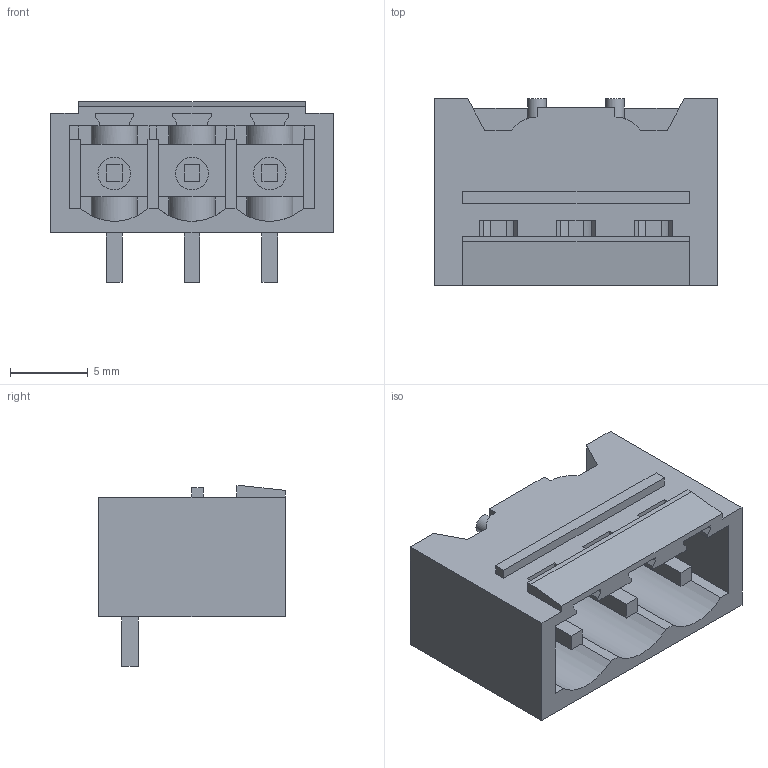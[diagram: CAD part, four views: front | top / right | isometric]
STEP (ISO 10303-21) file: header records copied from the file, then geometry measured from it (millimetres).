
FILE_DESCRIPTION(('CATIA V5 STEP Exchange','CAx-IF Rec.Pracs.--- Model Styling and Organization---1.2---2011-12-15'),'2;1');
FILE_NAME ('7592410_2_1840130000_1840130000.stp','2018-03-08T10:33:41+00:00',('none'),('Weidmueller'),'CATIA Version 5-6 Release 2014','CATIA V5 STEP AP214','none');
FILE_SCHEMA(('AUTOMOTIVE_DESIGN { 1 0 10303 214 1 1 1 1 }'));
Length unit declared in the file: millimetre
Products named in the file (1): 1840130000
Bounding box: 18.2 x 12 x 11.63 mm (x, y, z)
Volume: 780.5 mm3; surface area: 1710.3 mm2
Topology: 4 solids, 4 shells, 252 faces, 745 edges, 497 vertices
Faces by surface type: plane 213, cylinder 37, extrusion 2
Entity records: 8046 total; most frequent: CARTESIAN_POINT 1554, ORIENTED_EDGE 1490, DIRECTION 1097, EDGE_CURVE 745, VECTOR 627, LINE 625, VERTEX_POINT 497, AXIS2_PLACEMENT_3D 283
